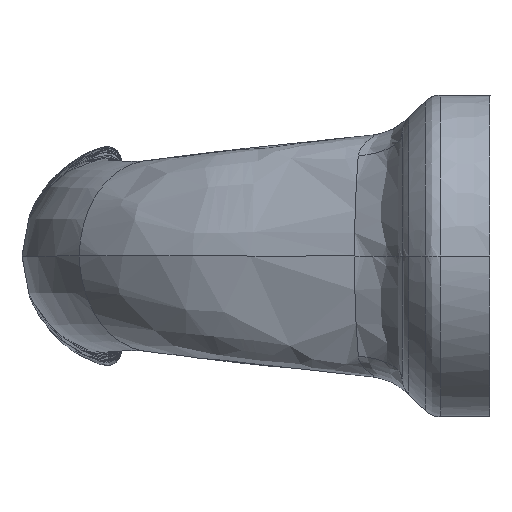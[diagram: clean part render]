
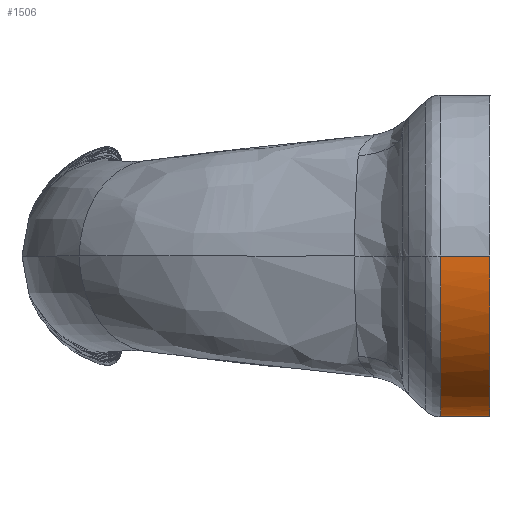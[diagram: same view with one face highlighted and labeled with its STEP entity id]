
A CAD part, left-side view. The second image highlights one B-rep face of the part: STEP entity #1506.
In plain terms, the highlighted free-form (B-spline) face has degree [3, 1] with [13, 2] control points.
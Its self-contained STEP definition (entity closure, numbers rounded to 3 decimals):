
#51=LINE('',#10252,#93);
#52=LINE('',#10254,#94);
#93=VECTOR('',#1664,3.379);
#94=VECTOR('',#1665,3.379);
#224=B_SPLINE_CURVE_WITH_KNOTS('',3,(#10134,#10135,#10136,#10137,#10138,
#10139,#10140,#10141,#10142,#10143,#10144,#10145,#10146,#10147,#10148,#10149,
#10150,#10151,#10152,#10153,#10154,#10155,#10156,#10157,#10158,#10159,#10160,
#10161,#10162,#10163,#10164,#10165,#10166,#10167,#10168,#10169,#10170,#10171,
#10172,#10173),.UNSPECIFIED.,.F.,.F.,(4,3,3,3,3,3,3,3,3,3,3,3,3,4),(0.,
0.009,0.015,0.034,0.066,
0.123,0.351,0.604,0.92,
0.958,0.984,0.99,0.996,
1.),.UNSPECIFIED.);
#228=B_SPLINE_CURVE_WITH_KNOTS('',3,(#10255,#10256,#10257,#10258,#10259,
#10260,#10261,#10262,#10263,#10264),.UNSPECIFIED.,.F.,.F.,(4,1,1,1,1,1,
1,4),(0.,0.203,0.339,0.475,0.61,
0.746,0.881,1.),.UNSPECIFIED.);
#342=B_SPLINE_SURFACE_WITH_KNOTS('',3,1,((#10225,#10226),(#10227,#10228),
(#10229,#10230),(#10231,#10232),(#10233,#10234),(#10235,#10236),(#10237,
#10238),(#10239,#10240),(#10241,#10242),(#10243,#10244),(#10245,#10246),
(#10247,#10248),(#10249,#10250)),.UNSPECIFIED.,.F.,.F.,.F.,(4,3,1,1,1,1,
1,1,4),(2,2),(-0.006,0.,0.203,0.339,
0.475,0.61,0.746,0.881,
1.),(0.,0.408),.UNSPECIFIED.);
#432=FACE_OUTER_BOUND('',#524,.T.);
#524=EDGE_LOOP('',(#1231,#1232,#1233,#1234));
#661=VERTEX_POINT('',#10132);
#662=VERTEX_POINT('',#10133);
#665=VERTEX_POINT('',#10251);
#666=VERTEX_POINT('',#10253);
#863=EDGE_CURVE('',#661,#662,#224,.T.);
#867=EDGE_CURVE('',#665,#662,#51,.T.);
#868=EDGE_CURVE('',#661,#666,#52,.T.);
#869=EDGE_CURVE('',#666,#665,#228,.T.);
#1231=ORIENTED_EDGE('',*,*,#867,.T.);
#1232=ORIENTED_EDGE('',*,*,#863,.F.);
#1233=ORIENTED_EDGE('',*,*,#868,.T.);
#1234=ORIENTED_EDGE('',*,*,#869,.T.);
#1506=ADVANCED_FACE('',(#432),#342,.T.);
#1664=DIRECTION('',(0.,1.,0.));
#1665=DIRECTION('',(0.,-1.,0.));
#10132=CARTESIAN_POINT('',(430.5,-78.621,-11.));
#10133=CARTESIAN_POINT('',(419.5,-78.621,0.));
#10134=CARTESIAN_POINT('Ctrl Pts',(430.5,-78.621,-11.));
#10135=CARTESIAN_POINT('Ctrl Pts',(430.447,-78.622,-11.));
#10136=CARTESIAN_POINT('Ctrl Pts',(430.392,-78.622,-11.));
#10137=CARTESIAN_POINT('Ctrl Pts',(430.337,-78.623,-10.999));
#10138=CARTESIAN_POINT('Ctrl Pts',(430.3,-78.623,-10.998));
#10139=CARTESIAN_POINT('Ctrl Pts',(430.264,-78.623,-10.998));
#10140=CARTESIAN_POINT('Ctrl Pts',(430.228,-78.623,-10.997));
#10141=CARTESIAN_POINT('Ctrl Pts',(430.119,-78.623,-10.994));
#10142=CARTESIAN_POINT('Ctrl Pts',(430.01,-78.622,-10.99));
#10143=CARTESIAN_POINT('Ctrl Pts',(429.903,-78.622,-10.984));
#10144=CARTESIAN_POINT('Ctrl Pts',(429.72,-78.621,-10.974));
#10145=CARTESIAN_POINT('Ctrl Pts',(429.54,-78.62,-10.96));
#10146=CARTESIAN_POINT('Ctrl Pts',(429.36,-78.62,-10.941));
#10147=CARTESIAN_POINT('Ctrl Pts',(429.036,-78.62,-10.907));
#10148=CARTESIAN_POINT('Ctrl Pts',(428.709,-78.622,-10.858));
#10149=CARTESIAN_POINT('Ctrl Pts',(428.385,-78.623,-10.795));
#10150=CARTESIAN_POINT('Ctrl Pts',(427.093,-78.627,-10.542));
#10151=CARTESIAN_POINT('Ctrl Pts',(425.857,-78.621,-10.058));
#10152=CARTESIAN_POINT('Ctrl Pts',(424.742,-78.619,-9.371));
#10153=CARTESIAN_POINT('Ctrl Pts',(423.502,-78.617,-8.608));
#10154=CARTESIAN_POINT('Ctrl Pts',(422.411,-78.621,-7.595));
#10155=CARTESIAN_POINT('Ctrl Pts',(421.562,-78.622,-6.411));
#10156=CARTESIAN_POINT('Ctrl Pts',(420.5,-78.623,-4.931));
#10157=CARTESIAN_POINT('Ctrl Pts',(419.815,-78.62,-3.183));
#10158=CARTESIAN_POINT('Ctrl Pts',(419.586,-78.621,-1.377));
#10159=CARTESIAN_POINT('Ctrl Pts',(419.559,-78.621,-1.16));
#10160=CARTESIAN_POINT('Ctrl Pts',(419.538,-78.621,-0.942));
#10161=CARTESIAN_POINT('Ctrl Pts',(419.524,-78.621,-0.724));
#10162=CARTESIAN_POINT('Ctrl Pts',(419.514,-78.621,-0.579));
#10163=CARTESIAN_POINT('Ctrl Pts',(419.508,-78.621,-0.433));
#10164=CARTESIAN_POINT('Ctrl Pts',(419.504,-78.621,-0.287));
#10165=CARTESIAN_POINT('Ctrl Pts',(419.503,-78.621,-0.251));
#10166=CARTESIAN_POINT('Ctrl Pts',(419.502,-78.621,-0.214));
#10167=CARTESIAN_POINT('Ctrl Pts',(419.501,-78.621,-0.177));
#10168=CARTESIAN_POINT('Ctrl Pts',(419.501,-78.621,-0.141));
#10169=CARTESIAN_POINT('Ctrl Pts',(419.5,-78.621,-0.104));
#10170=CARTESIAN_POINT('Ctrl Pts',(419.5,-78.621,-0.069));
#10171=CARTESIAN_POINT('Ctrl Pts',(419.5,-78.621,-0.048));
#10172=CARTESIAN_POINT('Ctrl Pts',(419.5,-78.621,-0.028));
#10173=CARTESIAN_POINT('Ctrl Pts',(419.5,-78.621,-0.006));
#10225=CARTESIAN_POINT('Ctrl Pts',(430.604,-82.,-11.));
#10226=CARTESIAN_POINT('Ctrl Pts',(430.604,-77.921,-11.));
#10227=CARTESIAN_POINT('Ctrl Pts',(430.569,-82.,-11.));
#10228=CARTESIAN_POINT('Ctrl Pts',(430.569,-77.921,-11.));
#10229=CARTESIAN_POINT('Ctrl Pts',(430.535,-82.,-11.));
#10230=CARTESIAN_POINT('Ctrl Pts',(430.535,-77.921,-11.));
#10231=CARTESIAN_POINT('Ctrl Pts',(430.5,-82.,-11.));
#10232=CARTESIAN_POINT('Ctrl Pts',(430.5,-77.921,-11.));
#10233=CARTESIAN_POINT('Ctrl Pts',(429.329,-82.,-11.));
#10234=CARTESIAN_POINT('Ctrl Pts',(429.329,-77.921,-11.));
#10235=CARTESIAN_POINT('Ctrl Pts',(427.377,-82.,-10.685));
#10236=CARTESIAN_POINT('Ctrl Pts',(427.377,-77.921,-10.685));
#10237=CARTESIAN_POINT('Ctrl Pts',(424.873,-82.,-9.549));
#10238=CARTESIAN_POINT('Ctrl Pts',(424.873,-77.921,-9.549));
#10239=CARTESIAN_POINT('Ctrl Pts',(422.982,-82.,-8.144));
#10240=CARTESIAN_POINT('Ctrl Pts',(422.982,-77.921,-8.144));
#10241=CARTESIAN_POINT('Ctrl Pts',(421.43,-82.,-6.371));
#10242=CARTESIAN_POINT('Ctrl Pts',(421.43,-77.921,-6.371));
#10243=CARTESIAN_POINT('Ctrl Pts',(420.289,-82.,-4.309));
#10244=CARTESIAN_POINT('Ctrl Pts',(420.289,-77.921,-4.309));
#10245=CARTESIAN_POINT('Ctrl Pts',(419.637,-82.,-2.148));
#10246=CARTESIAN_POINT('Ctrl Pts',(419.637,-77.921,-2.148));
#10247=CARTESIAN_POINT('Ctrl Pts',(419.5,-82.,-0.683));
#10248=CARTESIAN_POINT('Ctrl Pts',(419.5,-77.921,-0.683));
#10249=CARTESIAN_POINT('Ctrl Pts',(419.5,-82.,0.));
#10250=CARTESIAN_POINT('Ctrl Pts',(419.5,-77.921,0.));
#10251=CARTESIAN_POINT('',(419.5,-82.,0.));
#10252=CARTESIAN_POINT('',(419.5,-80.3,0.));
#10253=CARTESIAN_POINT('',(430.5,-82.,-11.));
#10254=CARTESIAN_POINT('',(430.5,-80.3,-11.));
#10255=CARTESIAN_POINT('Ctrl Pts',(430.5,-82.,-11.));
#10256=CARTESIAN_POINT('Ctrl Pts',(429.329,-82.,-11.));
#10257=CARTESIAN_POINT('Ctrl Pts',(427.377,-82.,-10.685));
#10258=CARTESIAN_POINT('Ctrl Pts',(424.873,-82.,-9.549));
#10259=CARTESIAN_POINT('Ctrl Pts',(422.982,-82.,-8.144));
#10260=CARTESIAN_POINT('Ctrl Pts',(421.43,-82.,-6.371));
#10261=CARTESIAN_POINT('Ctrl Pts',(420.289,-82.,-4.309));
#10262=CARTESIAN_POINT('Ctrl Pts',(419.637,-82.,-2.148));
#10263=CARTESIAN_POINT('Ctrl Pts',(419.5,-82.,-0.683));
#10264=CARTESIAN_POINT('Ctrl Pts',(419.5,-82.,0.));
